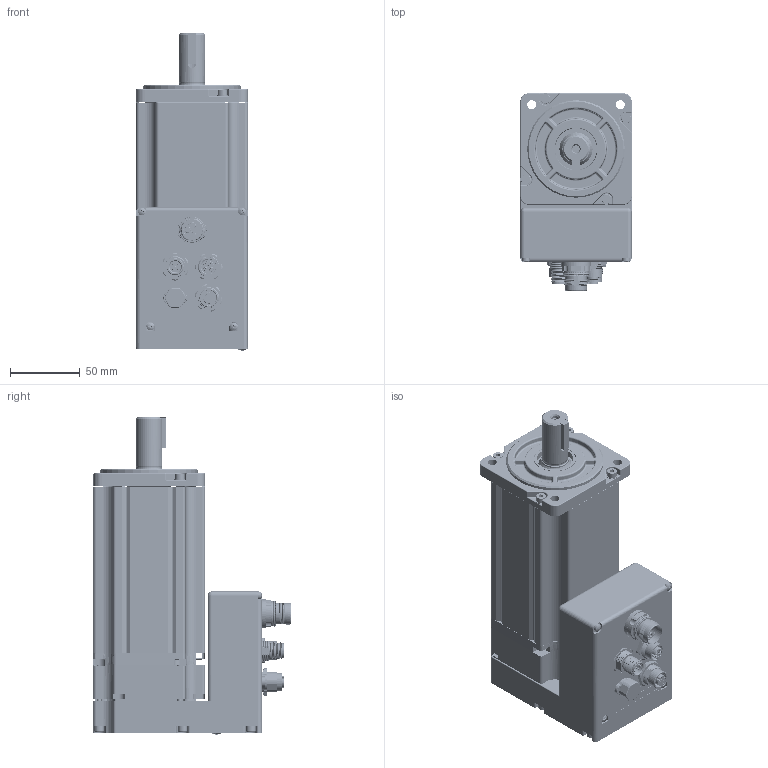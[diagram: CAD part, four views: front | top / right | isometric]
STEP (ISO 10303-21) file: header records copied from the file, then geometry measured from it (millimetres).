
FILE_DESCRIPTION (( 'STEP AP203' ), '1' );
FILE_NAME ('MDX+80-550W Fraba&棠晤 IP65 RC 湍价陬.STEP', '2023-01-11T05:29:05', ( '' ), ( '' ), 'SwSTEP 2.0', 'SolidWorks 2015', '' );
FILE_SCHEMA (( 'CONFIG_CONTROL_DESIGN' ));
Products named in the file (1): MDX+80-550W Fraba&棠晤 IP65 RC 湍价陬
Bounding box: 80.15 x 141.67 x 227.86 mm (x, y, z)
Surface area: 129522.8 mm2 (no closed solid volume)
Topology: 0 solids, 64 shells, 2843 faces, 7210 edges, 4860 vertices
Faces by surface type: cylinder 1529, plane 934, bspline 159, cone 102, torus 83, sphere 36
Entity records: 113800 total; most frequent: CARTESIAN_POINT 44947, DIRECTION 15175, ORIENTED_EDGE 13001, EDGE_CURVE 7184, AXIS2_PLACEMENT_3D 6165, VERTEX_POINT 4860, CIRCLE 3480, EDGE_LOOP 3471
